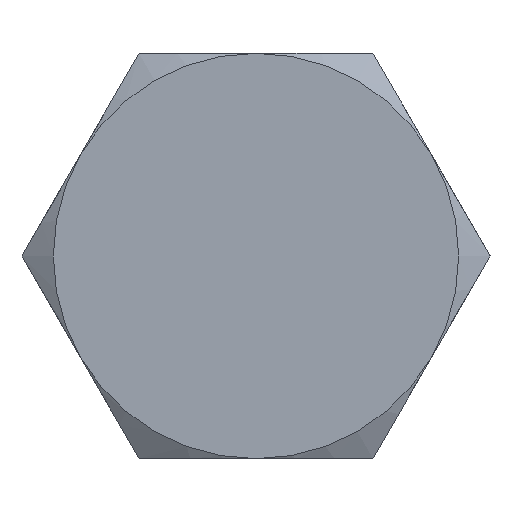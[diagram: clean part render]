
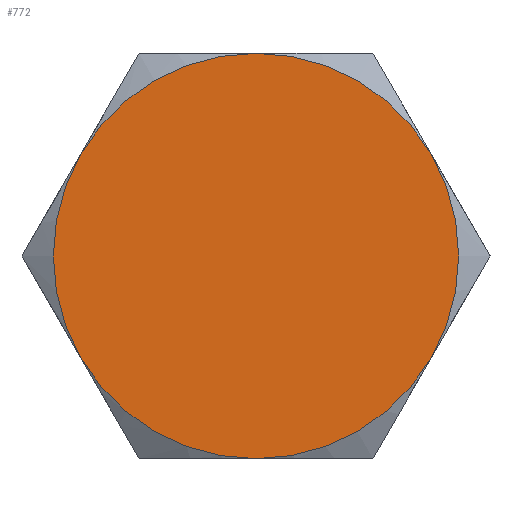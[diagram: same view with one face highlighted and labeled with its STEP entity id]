
A CAD part, left-side view. The second image highlights one B-rep face of the part: STEP entity #772.
In plain terms, the highlighted planar face has unit normal (-1, 0, 0).
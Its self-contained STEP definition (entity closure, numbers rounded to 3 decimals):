
#7 = DIRECTION ( 'NONE',  ( -1., 0., 0. ) ) ;
#12 = CARTESIAN_POINT ( 'NONE',  ( 0., 0., 0. ) ) ;
#38 = CARTESIAN_POINT ( 'NONE',  ( 0., 7.506, 0. ) ) ;
#44 = AXIS2_PLACEMENT_3D ( 'NONE', #488, #1219, #585 ) ;
#48 = AXIS2_PLACEMENT_3D ( 'NONE', #695, #7, #788 ) ;
#62 = AXIS2_PLACEMENT_3D ( 'NONE', #882, #234, #991 ) ;
#71 = AXIS2_PLACEMENT_3D ( 'NONE', #12, #791, #124 ) ;
#74 = AXIS2_PLACEMENT_3D ( 'NONE', #1096, #479, #1207 ) ;
#77 = AXIS2_PLACEMENT_3D ( 'NONE', #92, #865, #211 ) ;
#92 = CARTESIAN_POINT ( 'NONE',  ( 0., 0., 0. ) ) ;
#104 = CIRCLE ( 'NONE', #44, 6.5 ) ;
#120 = CIRCLE ( 'NONE', #71, 6.5 ) ;
#124 = DIRECTION ( 'NONE',  ( 0., 0., -1. ) ) ;
#136 = CIRCLE ( 'NONE', #48, 6.5 ) ;
#155 = DIRECTION ( 'NONE',  ( 0., 0., -1. ) ) ;
#197 = CIRCLE ( 'NONE', #62, 6.5 ) ;
#211 = DIRECTION ( 'NONE',  ( 0., 0., -1. ) ) ;
#221 = CARTESIAN_POINT ( 'NONE',  ( 0., 5.629, -3.25 ) ) ;
#224 = VERTEX_POINT ( 'NONE', #1045 ) ;
#234 = DIRECTION ( 'NONE',  ( 1., 0., 0. ) ) ;
#241 = CIRCLE ( 'NONE', #77, 6.5 ) ;
#277 = EDGE_CURVE ( 'NONE', #1280, #419, #241, .T. ) ;
#278 = ORIENTED_EDGE ( 'NONE', *, *, #314, .F. ) ;
#283 = EDGE_CURVE ( 'NONE', #1308, #1280, #382, .T. ) ;
#296 = EDGE_CURVE ( 'NONE', #224, #1308, #197, .T. ) ;
#299 = EDGE_CURVE ( 'NONE', #224, #840, #136, .T. ) ;
#302 = EDGE_CURVE ( 'NONE', #1133, #840, #104, .T. ) ;
#314 = EDGE_CURVE ( 'NONE', #419, #1133, #120, .T. ) ;
#350 = CARTESIAN_POINT ( 'NONE',  ( 0., -5.629, -3.25 ) ) ;
#357 = ORIENTED_EDGE ( 'NONE', *, *, #283, .F. ) ;
#361 = ORIENTED_EDGE ( 'NONE', *, *, #296, .F. ) ;
#378 = ORIENTED_EDGE ( 'NONE', *, *, #299, .T. ) ;
#382 = CIRCLE ( 'NONE', #74, 6.5 ) ;
#419 = VERTEX_POINT ( 'NONE', #1268 ) ;
#474 = ORIENTED_EDGE ( 'NONE', *, *, #302, .F. ) ;
#479 = DIRECTION ( 'NONE',  ( 1., 0., 0. ) ) ;
#488 = CARTESIAN_POINT ( 'NONE',  ( 0., 0., 0. ) ) ;
#527 = CARTESIAN_POINT ( 'NONE',  ( 0., 5.629, 3.25 ) ) ;
#585 = DIRECTION ( 'NONE',  ( 0., 0., -1. ) ) ;
#608 = DIRECTION ( 'NONE',  ( 1., 0., 0. ) ) ;
#695 = CARTESIAN_POINT ( 'NONE',  ( 0., 0., 0. ) ) ;
#772 = ADVANCED_FACE ( 'NONE', ( #1160 ), #1377, .F. ) ;
#778 = CARTESIAN_POINT ( 'NONE',  ( 0., -5.629, 3.25 ) ) ;
#788 = DIRECTION ( 'NONE',  ( 0., 0., 1. ) ) ;
#791 = DIRECTION ( 'NONE',  ( 1., 0., 0. ) ) ;
#840 = VERTEX_POINT ( 'NONE', #527 ) ;
#865 = DIRECTION ( 'NONE',  ( 1., 0., 0. ) ) ;
#882 = CARTESIAN_POINT ( 'NONE',  ( 0., 0., 0. ) ) ;
#885 = ORIENTED_EDGE ( 'NONE', *, *, #277, .F. ) ;
#991 = DIRECTION ( 'NONE',  ( 0., 0., -1. ) ) ;
#1045 = CARTESIAN_POINT ( 'NONE',  ( 0., 0., 6.5 ) ) ;
#1081 = AXIS2_PLACEMENT_3D ( 'NONE', #38, #608, #155 ) ;
#1096 = CARTESIAN_POINT ( 'NONE',  ( 0., 0., 0. ) ) ;
#1133 = VERTEX_POINT ( 'NONE', #221 ) ;
#1160 = FACE_OUTER_BOUND ( 'NONE', #1376, .T. ) ;
#1207 = DIRECTION ( 'NONE',  ( 0., 0., -1. ) ) ;
#1219 = DIRECTION ( 'NONE',  ( 1., 0., 0. ) ) ;
#1268 = CARTESIAN_POINT ( 'NONE',  ( 0., 0., -6.5 ) ) ;
#1280 = VERTEX_POINT ( 'NONE', #350 ) ;
#1308 = VERTEX_POINT ( 'NONE', #778 ) ;
#1376 = EDGE_LOOP ( 'NONE', ( #278, #885, #357, #361, #378, #474 ) ) ;
#1377 = PLANE ( 'NONE',  #1081 ) ;
